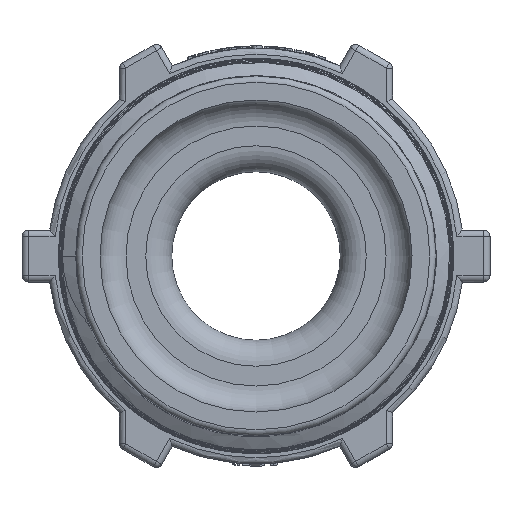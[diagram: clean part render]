
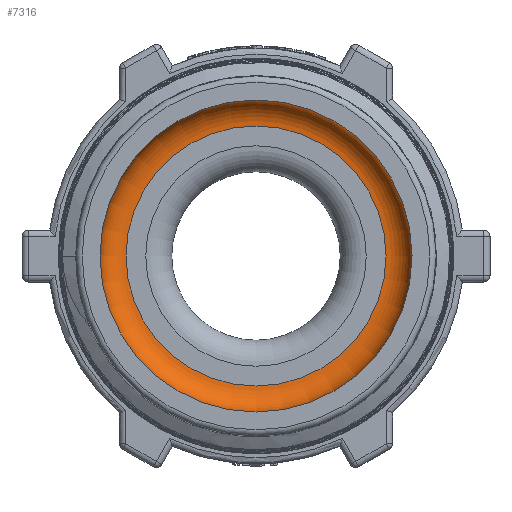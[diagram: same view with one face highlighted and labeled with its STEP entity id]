
A CAD part, left-side view. The second image highlights one B-rep face of the part: STEP entity #7316.
In plain terms, the highlighted toroidal (fillet/blend) face has major radius 15.875 mm and minor radius 3.175 mm.
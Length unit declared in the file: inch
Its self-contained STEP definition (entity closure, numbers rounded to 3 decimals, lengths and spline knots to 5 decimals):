
#1816=FACE_BOUND($,#2709,.T.);
#2229=FACE_OUTER_BOUND($,#2708,.T.);
#2708=EDGE_LOOP($,(#6879));
#2709=EDGE_LOOP($,(#6880));
#2972=CIRCLE($,#7960,0.625);
#2973=CIRCLE($,#7962,0.75);
#3674=VERTEX_POINT($,#17648);
#3675=VERTEX_POINT($,#17651);
#4743=EDGE_CURVE($,#3674,#3674,#2972,.T.);
#4744=EDGE_CURVE($,#3675,#3675,#2973,.T.);
#6879=ORIENTED_EDGE($,*,*,#4743,.T.);
#6880=ORIENTED_EDGE($,*,*,#4744,.F.);
#6893=TOROIDAL_SURFACE($,#7961,0.625,0.125);
#7316=ADVANCED_FACE($,(#2229,#1816),#6893,.F.);
#7960=AXIS2_PLACEMENT_3D($,#17649,#9761,#9762);
#7961=AXIS2_PLACEMENT_3D($,#17650,#9763,#9764);
#7962=AXIS2_PLACEMENT_3D($,#17652,#9765,#9766);
#9761=DIRECTION('center_axis',(1.,0.,0.));
#9762=DIRECTION('ref_axis',(0.,0.,-1.));
#9763=DIRECTION('center_axis',(1.,0.,0.));
#9764=DIRECTION('ref_axis',(0.,0.,-1.));
#9765=DIRECTION('center_axis',(1.,0.,0.));
#9766=DIRECTION('ref_axis',(0.,0.,-1.));
#17648=CARTESIAN_POINT('',(1.5,0.625,0.));
#17649=CARTESIAN_POINT('Origin',(1.5,0.,0.));
#17650=CARTESIAN_POINT('Origin',(1.375,0.,0.));
#17651=CARTESIAN_POINT('',(1.375,0.75,0.));
#17652=CARTESIAN_POINT('Origin',(1.375,0.,0.));
